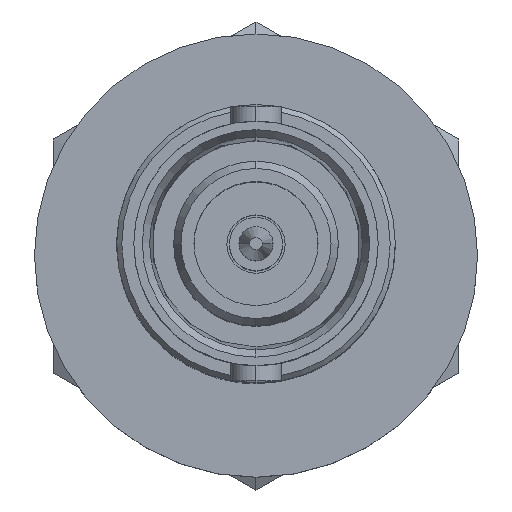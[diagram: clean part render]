
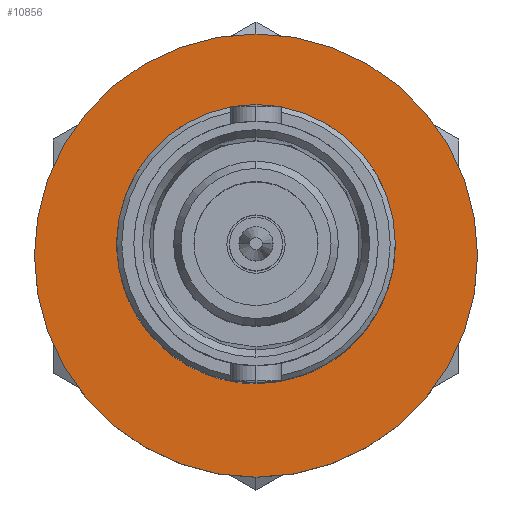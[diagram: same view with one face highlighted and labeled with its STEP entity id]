
A CAD part, top view. The second image highlights one B-rep face of the part: STEP entity #10856.
In plain terms, the highlighted face is planar.
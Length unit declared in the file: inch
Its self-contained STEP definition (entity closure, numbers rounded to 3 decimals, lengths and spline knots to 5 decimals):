
#260 = EDGE_LOOP ( 'NONE', ( #2334, #7978 ) ) ;
#362 = CARTESIAN_POINT ( 'NONE',  ( 0.91732, -0.34449, 0. ) ) ;
#875 = PLANE ( 'NONE',  #9507 ) ;
#944 = ORIENTED_EDGE ( 'NONE', *, *, #7639, .T. ) ;
#945 = ORIENTED_EDGE ( 'NONE', *, *, #11065, .F. ) ;
#1970 = DIRECTION ( 'NONE',  ( 0., 1., 0. ) ) ;
#1989 = VERTEX_POINT ( 'NONE', #8065 ) ;
#2334 = ORIENTED_EDGE ( 'NONE', *, *, #9086, .T. ) ;
#2965 = DIRECTION ( 'NONE',  ( -1., 0., 0. ) ) ;
#3261 = DIRECTION ( 'NONE',  ( 1., 0., 0. ) ) ;
#3433 = VERTEX_POINT ( 'NONE', #10164 ) ;
#3601 = CIRCLE ( 'NONE', #10266, 0.19685 ) ;
#3760 = CARTESIAN_POINT ( 'NONE',  ( 0.91732, 0., 0. ) ) ;
#3855 = CARTESIAN_POINT ( 'NONE',  ( 0.91732, 0., 0. ) ) ;
#4644 = VERTEX_POINT ( 'NONE', #362 ) ;
#5349 = DIRECTION ( 'NONE',  ( 0., 0., 1. ) ) ;
#5367 = CARTESIAN_POINT ( 'NONE',  ( 0.91732, -0.19685, 0. ) ) ;
#6173 = DIRECTION ( 'NONE',  ( 0., 1., 0. ) ) ;
#6626 = CIRCLE ( 'NONE', #7016, 0.34449 ) ;
#7016 = AXIS2_PLACEMENT_3D ( 'NONE', #3760, #7406, #1970 ) ;
#7102 = AXIS2_PLACEMENT_3D ( 'NONE', #3855, #2965, #7677 ) ;
#7211 = AXIS2_PLACEMENT_3D ( 'NONE', #9177, #7327, #10018 ) ;
#7327 = DIRECTION ( 'NONE',  ( -1., 0., 0. ) ) ;
#7406 = DIRECTION ( 'NONE',  ( 1., 0., 0. ) ) ;
#7450 = FACE_BOUND ( 'NONE', #10966, .T. ) ;
#7639 = EDGE_CURVE ( 'NONE', #1989, #11436, #10710, .T. ) ;
#7677 = DIRECTION ( 'NONE',  ( 0., 1., 0. ) ) ;
#7910 = CARTESIAN_POINT ( 'NONE',  ( 0.91732, 0., 0. ) ) ;
#7978 = ORIENTED_EDGE ( 'NONE', *, *, #10789, .F. ) ;
#8065 = CARTESIAN_POINT ( 'NONE',  ( 0.91732, 0.19685, 0. ) ) ;
#8102 = DIRECTION ( 'NONE',  ( -1., 0., 0. ) ) ;
#8732 = CIRCLE ( 'NONE', #7211, 0.34449 ) ;
#9086 = EDGE_CURVE ( 'NONE', #3433, #4644, #6626, .T. ) ;
#9177 = CARTESIAN_POINT ( 'NONE',  ( 0.91732, 0., 0. ) ) ;
#9507 = AXIS2_PLACEMENT_3D ( 'NONE', #10189, #8102, #5349 ) ;
#10018 = DIRECTION ( 'NONE',  ( 0., 1., 0. ) ) ;
#10164 = CARTESIAN_POINT ( 'NONE',  ( 0.91732, 0.34449, 0. ) ) ;
#10189 = CARTESIAN_POINT ( 'NONE',  ( 0.91732, 0., 0. ) ) ;
#10266 = AXIS2_PLACEMENT_3D ( 'NONE', #7910, #3261, #6173 ) ;
#10710 = CIRCLE ( 'NONE', #7102, 0.19685 ) ;
#10789 = EDGE_CURVE ( 'NONE', #3433, #4644, #8732, .T. ) ;
#10834 = FACE_OUTER_BOUND ( 'NONE', #260, .T. ) ;
#10856 = ADVANCED_FACE ( 'NONE', ( #7450, #10834 ), #875, .F. ) ;
#10966 = EDGE_LOOP ( 'NONE', ( #944, #945 ) ) ;
#11065 = EDGE_CURVE ( 'NONE', #1989, #11436, #3601, .T. ) ;
#11436 = VERTEX_POINT ( 'NONE', #5367 ) ;
